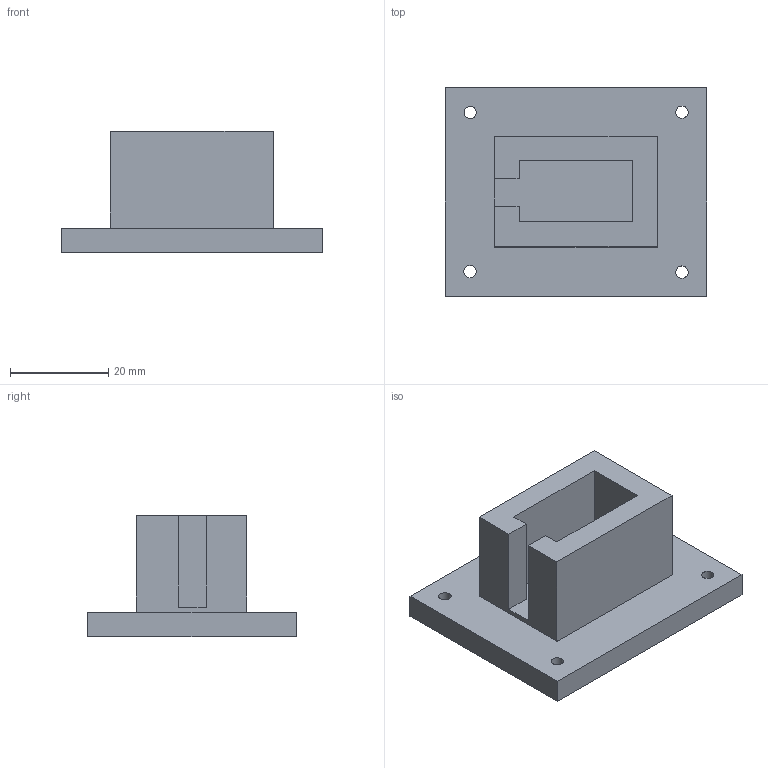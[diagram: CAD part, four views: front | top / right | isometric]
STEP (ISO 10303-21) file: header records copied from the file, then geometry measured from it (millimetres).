
FILE_DESCRIPTION(/* description */ (''),/* implementation_level */ '2;1');
FILE_NAME(/* name */ 'SERVO__1.step',/* time_stamp */ '2025-12-14T23:45:16+05:30',/* author */ (''),/* organization */ (''),/* preprocessor_version */ 'ST-DEVELOPER v20.1',/* originating_system */ 'Autodesk Translation Framework v14.21.0.0',/* authorisation */ '');
FILE_SCHEMA (('AUTOMOTIVE_DESIGN { 1 0 10303 214 3 1 1 }'));
Length unit declared in the file: millimetre
Products named in the file (1): 2025-12-13-03-46-38-775
Bounding box: 53.1 x 42.4 x 24.7 mm (x, y, z)
Volume: 19873.4 mm3; surface area: 9288.1 mm2
Topology: 1 solids, 1 shells, 28 faces, 75 edges, 50 vertices
Faces by surface type: plane 24, cylinder 4
Full cylindrical faces by diameter (mm): 2.5 x4
Entity records: 916 total; most frequent: CARTESIAN_POINT 154, ORIENTED_EDGE 150, DIRECTION 141, EDGE_CURVE 75, LINE 67, VECTOR 67, VERTEX_POINT 50, EDGE_LOOP 37
